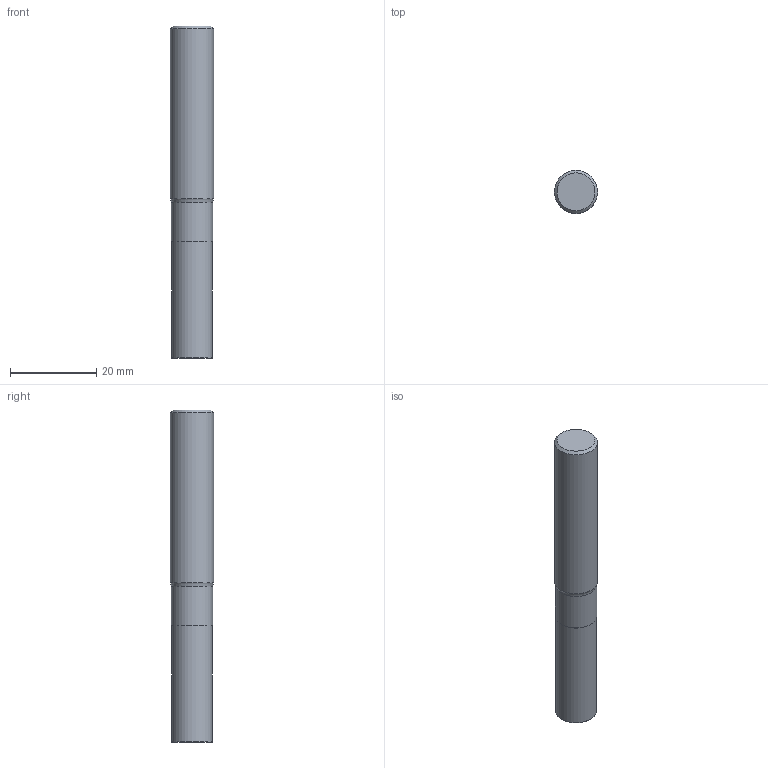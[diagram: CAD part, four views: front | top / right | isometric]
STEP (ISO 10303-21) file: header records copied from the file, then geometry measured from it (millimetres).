
FILE_DESCRIPTION(/* description */ (''),/* implementation_level */ '2;1');
FILE_NAME(/* name */ 'CAD_7156462_MOD_003_003_FR.stp',/* time_stamp */ '2016-04-27T14:29:18+02:00',/* author */ ('VR - Julian Pauli'),/* organization */ ('Walter AG'),/* preprocessor_version */ 'ST-DEVELOPER v11',/* originating_system */ 'SIEMENS UGS NX 6.0',/* authorisation */ '');
FILE_SCHEMA (('AUTOMOTIVE_DESIGN { 1 0 10303 214 1 1 1 1 }'));
Length unit declared in the file: millimetre
Products named in the file (1): 042901_simple
Bounding box: 10 x 10 x 77 mm (x, y, z)
Volume: 5769 mm3; surface area: 2642.8 mm2
Topology: 2 solids, 2 shells, 11 faces, 22 edges, 20 vertices
Faces by surface type: plane 4, cone 3, cylinder 3, torus 1
Full cylindrical faces by diameter (mm): 9.5 x1, 9.55 x1, 10 x1
Entity records: 282 total; most frequent: DIRECTION 49, CARTESIAN_POINT 35, AXIS2_PLACEMENT_3D 23, EDGE_LOOP 18, ORIENTED_EDGE 18, FACE_BOUND 14, ADVANCED_FACE 11, CIRCLE 11
